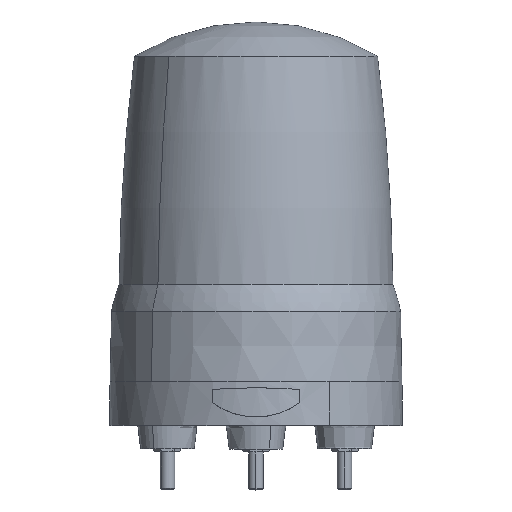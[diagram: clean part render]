
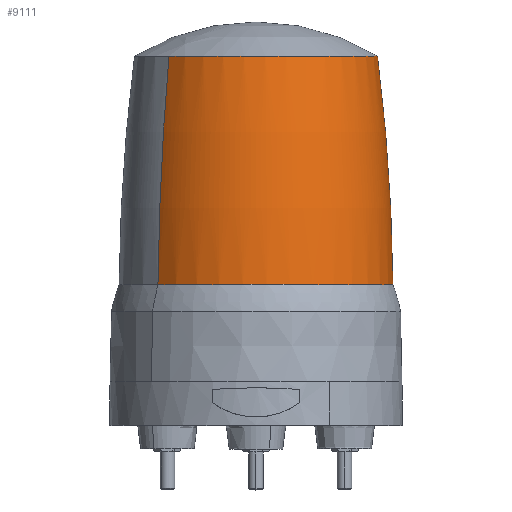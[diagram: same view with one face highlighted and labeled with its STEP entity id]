
A CAD part, top view. The second image highlights one B-rep face of the part: STEP entity #9111.
In plain terms, the highlighted toroidal (fillet/blend) face has major radius 712.949 mm and minor radius 760 mm.
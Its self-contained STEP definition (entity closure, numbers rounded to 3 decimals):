
#132 = DIRECTION ( 'NONE',  ( 0., -1., 0. ) ) ;
#508 = CIRCLE ( 'NONE', #6535, 41.682 ) ;
#539 = DIRECTION ( 'NONE',  ( 0.7, 0., 0.714 ) ) ;
#1034 = DIRECTION ( 'NONE',  ( -0.714, 0., 0.7 ) ) ;
#1627 = DIRECTION ( 'NONE',  ( -0.714, 0., 0.7 ) ) ;
#2265 = CARTESIAN_POINT ( 'NONE',  ( 509.254, 39.106, -498.956 ) ) ;
#2362 = DIRECTION ( 'NONE',  ( -0.7, 0., -0.714 ) ) ;
#2369 = DIRECTION ( 'NONE',  ( 0., 1., 0. ) ) ;
#2625 = AXIS2_PLACEMENT_3D ( 'NONE', #11173, #2369, #9507 ) ;
#3237 = CARTESIAN_POINT ( 'NONE',  ( 29.773, 129.283, -29.171 ) ) ;
#3953 = EDGE_CURVE ( 'NONE', #15153, #16530, #15422, .T. ) ;
#4388 = EDGE_CURVE ( 'NONE', #9705, #15153, #10024, .T. ) ;
#4898 = ORIENTED_EDGE ( 'NONE', *, *, #12745, .T. ) ;
#4943 = AXIS2_PLACEMENT_3D ( 'NONE', #2265, #2362, #1034 ) ;
#5412 = ORIENTED_EDGE ( 'NONE', *, *, #3953, .F. ) ;
#5556 = FACE_OUTER_BOUND ( 'NONE', #10856, .T. ) ;
#5967 = CARTESIAN_POINT ( 'NONE',  ( 0., 129.283, 0. ) ) ;
#6284 = DIRECTION ( 'NONE',  ( 0.714, 0., -0.7 ) ) ;
#6535 = AXIS2_PLACEMENT_3D ( 'NONE', #5967, #132, #17102 ) ;
#9111 = ADVANCED_FACE ( 'NONE', ( #5556 ), #16380, .T. ) ;
#9507 = DIRECTION ( 'NONE',  ( -0.714, 0., 0.7 ) ) ;
#9705 = VERTEX_POINT ( 'NONE', #11287 ) ;
#9990 = CARTESIAN_POINT ( 'NONE',  ( 0., 51.142, 0. ) ) ;
#10024 = CIRCLE ( 'NONE', #12112, 46.956 ) ;
#10588 = EDGE_CURVE ( 'NONE', #17871, #16530, #508, .T. ) ;
#10856 = EDGE_LOOP ( 'NONE', ( #13034, #4898, #13029, #5412 ) ) ;
#11173 = CARTESIAN_POINT ( 'NONE',  ( 0., 39.106, 0. ) ) ;
#11287 = CARTESIAN_POINT ( 'NONE',  ( 33.54, 51.142, -32.862 ) ) ;
#12112 = AXIS2_PLACEMENT_3D ( 'NONE', #9990, #16764, #1627 ) ;
#12459 = CIRCLE ( 'NONE', #13961, 760. ) ;
#12745 = EDGE_CURVE ( 'NONE', #9705, #17871, #12459, .T. ) ;
#13029 = ORIENTED_EDGE ( 'NONE', *, *, #10588, .T. ) ;
#13034 = ORIENTED_EDGE ( 'NONE', *, *, #4388, .F. ) ;
#13397 = CARTESIAN_POINT ( 'NONE',  ( -509.254, 39.106, 498.956 ) ) ;
#13961 = AXIS2_PLACEMENT_3D ( 'NONE', #13397, #539, #6284 ) ;
#14144 = CARTESIAN_POINT ( 'NONE',  ( -33.54, 51.142, 32.862 ) ) ;
#15153 = VERTEX_POINT ( 'NONE', #14144 ) ;
#15422 = CIRCLE ( 'NONE', #4943, 760. ) ;
#16380 = TOROIDAL_SURFACE ( 'NONE', #2625, -712.949, 760. ) ;
#16530 = VERTEX_POINT ( 'NONE', #16815 ) ;
#16764 = DIRECTION ( 'NONE',  ( 0., -1., 0. ) ) ;
#16815 = CARTESIAN_POINT ( 'NONE',  ( -29.773, 129.283, 29.171 ) ) ;
#17102 = DIRECTION ( 'NONE',  ( -0.714, 0., 0.7 ) ) ;
#17871 = VERTEX_POINT ( 'NONE', #3237 ) ;
